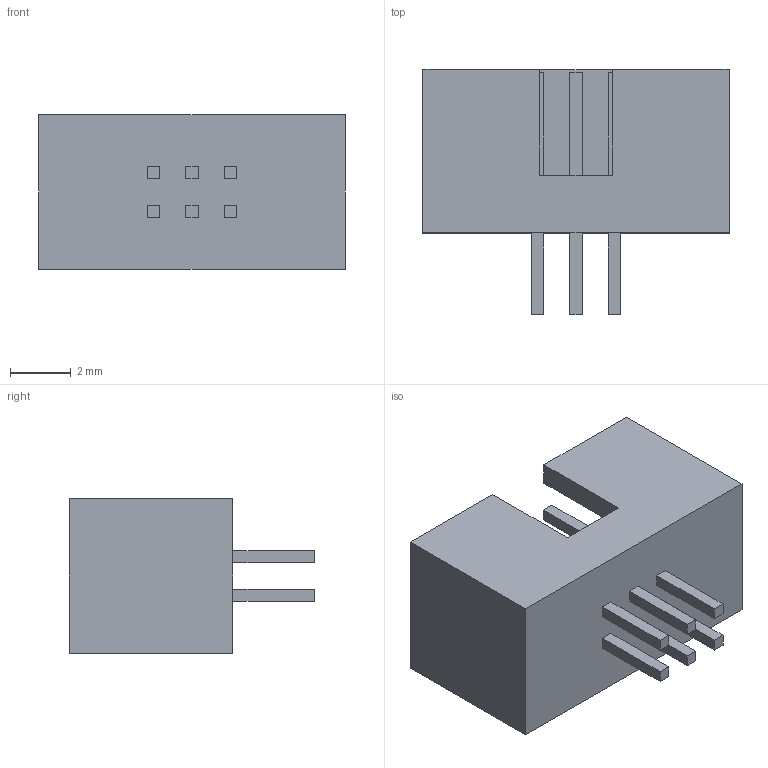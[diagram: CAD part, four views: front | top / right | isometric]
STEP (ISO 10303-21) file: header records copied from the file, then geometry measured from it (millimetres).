
FILE_SCHEMA (('AUTOMOTIVE_DESIGN { 1 0 10303 214 3 1 1 }'));
Length unit declared in the file: millimetre
Products named in the file (1): 20021511-00006T4LF
Bounding box: 10.11 x 8.1 x 5.1 mm (x, y, z)
Volume: 169.5 mm3; surface area: 399.9 mm2
Topology: 1 solids, 1 shells, 74 faces, 180 edges, 120 vertices
Faces by surface type: plane 74
Entity records: 2259 total; most frequent: CARTESIAN_POINT 375, ORIENTED_EDGE 360, DIRECTION 330, LINE 180, VECTOR 180, EDGE_CURVE 180, VERTEX_POINT 120, EDGE_LOOP 86
